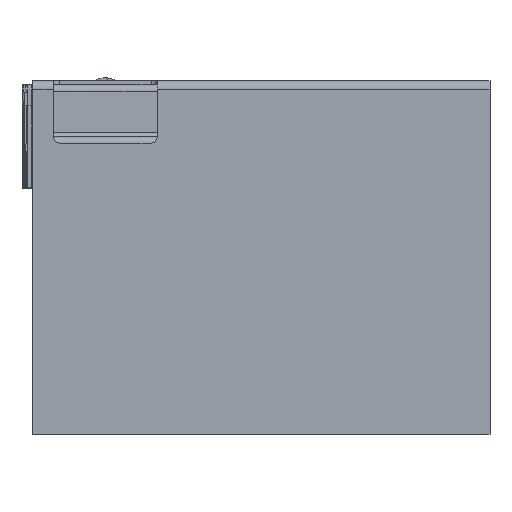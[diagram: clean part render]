
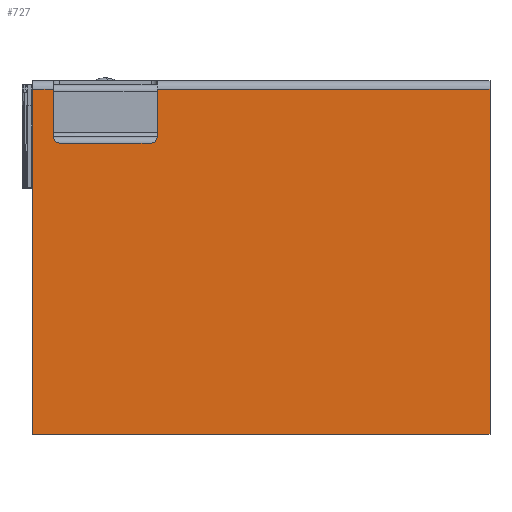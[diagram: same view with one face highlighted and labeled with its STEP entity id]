
A CAD part, left-side view. The second image highlights one B-rep face of the part: STEP entity #727.
In plain terms, the highlighted planar face has unit normal (-1, 0, 0).
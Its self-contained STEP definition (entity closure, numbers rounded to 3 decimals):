
#666=AXIS2_PLACEMENT_3D('Plane Axis2P3D',#663,#664,#665) ;
#684=AXIS2_PLACEMENT_3D('Circle Axis2P3D',#682,#683,$) ;
#698=AXIS2_PLACEMENT_3D('Circle Axis2P3D',#696,#697,$) ;
#210=CARTESIAN_POINT('Vertex',(-49.5,0.,-168.)) ;
#213=CARTESIAN_POINT('Line Origine',(-49.5,0.,-85.)) ;
#217=CARTESIAN_POINT('Vertex',(-49.5,0.,-2.)) ;
#414=CARTESIAN_POINT('Vertex',(-49.5,-220.,-2.)) ;
#417=CARTESIAN_POINT('Line Origine',(-49.5,-220.,-85.)) ;
#421=CARTESIAN_POINT('Vertex',(-49.5,-220.,-168.)) ;
#641=CARTESIAN_POINT('Line Origine',(-49.5,-110.,-168.)) ;
#663=CARTESIAN_POINT('Axis2P3D Location',(-49.5,0.,-208.)) ;
#668=CARTESIAN_POINT('Line Origine',(-49.5,-140.,-2.)) ;
#672=CARTESIAN_POINT('Vertex',(-49.5,-60.,-2.)) ;
#675=CARTESIAN_POINT('Line Origine',(-49.5,-60.,-13.5)) ;
#679=CARTESIAN_POINT('Vertex',(-49.5,-60.,-25.)) ;
#682=CARTESIAN_POINT('Axis2P3D Location',(-49.5,-57.,-25.)) ;
#686=CARTESIAN_POINT('Vertex',(-49.5,-57.,-28.)) ;
#689=CARTESIAN_POINT('Line Origine',(-49.5,-35.,-28.)) ;
#693=CARTESIAN_POINT('Vertex',(-49.5,-13.,-28.)) ;
#696=CARTESIAN_POINT('Axis2P3D Location',(-49.5,-13.,-25.)) ;
#700=CARTESIAN_POINT('Vertex',(-49.5,-10.,-25.)) ;
#703=CARTESIAN_POINT('Line Origine',(-49.5,-10.,-13.5)) ;
#707=CARTESIAN_POINT('Vertex',(-49.5,-10.,-2.)) ;
#710=CARTESIAN_POINT('Line Origine',(-49.5,-5.,-2.)) ;
#214=DIRECTION('Vector Direction',(0.,0.,-1.)) ;
#418=DIRECTION('Vector Direction',(0.,0.,-1.)) ;
#642=DIRECTION('Vector Direction',(0.,1.,0.)) ;
#664=DIRECTION('Axis2P3D Direction',(1.,0.,0.)) ;
#665=DIRECTION('Axis2P3D XDirection',(0.,1.,0.)) ;
#669=DIRECTION('Vector Direction',(0.,-1.,0.)) ;
#676=DIRECTION('Vector Direction',(0.,0.,1.)) ;
#683=DIRECTION('Axis2P3D Direction',(1.,0.,0.)) ;
#690=DIRECTION('Vector Direction',(0.,1.,0.)) ;
#697=DIRECTION('Axis2P3D Direction',(1.,0.,0.)) ;
#704=DIRECTION('Vector Direction',(0.,0.,1.)) ;
#711=DIRECTION('Vector Direction',(0.,-1.,0.)) ;
#215=VECTOR('Line Direction',#214,1.) ;
#419=VECTOR('Line Direction',#418,1.) ;
#643=VECTOR('Line Direction',#642,1.) ;
#670=VECTOR('Line Direction',#669,1.) ;
#677=VECTOR('Line Direction',#676,1.) ;
#691=VECTOR('Line Direction',#690,1.) ;
#705=VECTOR('Line Direction',#704,1.) ;
#712=VECTOR('Line Direction',#711,1.) ;
#716=ORIENTED_EDGE('',*,*,#219,.T.) ;
#717=ORIENTED_EDGE('',*,*,#645,.F.) ;
#718=ORIENTED_EDGE('',*,*,#423,.F.) ;
#719=ORIENTED_EDGE('',*,*,#674,.F.) ;
#720=ORIENTED_EDGE('',*,*,#681,.F.) ;
#721=ORIENTED_EDGE('',*,*,#688,.T.) ;
#722=ORIENTED_EDGE('',*,*,#695,.T.) ;
#723=ORIENTED_EDGE('',*,*,#702,.T.) ;
#724=ORIENTED_EDGE('',*,*,#709,.T.) ;
#725=ORIENTED_EDGE('',*,*,#714,.F.) ;
#727=ADVANCED_FACE('Hauptkoerper nicht benutzen',(#726),#667,.F.) ;
#685=CIRCLE('generated circle',#684,3.) ;
#699=CIRCLE('generated circle',#698,3.) ;
#219=EDGE_CURVE('',#218,#211,#216,.T.) ;
#423=EDGE_CURVE('',#415,#422,#420,.T.) ;
#645=EDGE_CURVE('',#422,#211,#644,.T.) ;
#674=EDGE_CURVE('',#673,#415,#671,.T.) ;
#681=EDGE_CURVE('',#680,#673,#678,.T.) ;
#688=EDGE_CURVE('',#680,#687,#685,.T.) ;
#695=EDGE_CURVE('',#687,#694,#692,.T.) ;
#702=EDGE_CURVE('',#694,#701,#699,.T.) ;
#709=EDGE_CURVE('',#701,#708,#706,.T.) ;
#714=EDGE_CURVE('',#218,#708,#713,.T.) ;
#715=EDGE_LOOP('',(#716,#717,#718,#719,#720,#721,#722,#723,#724,#725)) ;
#726=FACE_OUTER_BOUND('',#715,.T.) ;
#216=LINE('Line',#213,#215) ;
#420=LINE('Line',#417,#419) ;
#644=LINE('Line',#641,#643) ;
#671=LINE('Line',#668,#670) ;
#678=LINE('Line',#675,#677) ;
#692=LINE('Line',#689,#691) ;
#706=LINE('Line',#703,#705) ;
#713=LINE('Line',#710,#712) ;
#667=PLANE('Plane',#666) ;
#211=VERTEX_POINT('',#210) ;
#218=VERTEX_POINT('',#217) ;
#415=VERTEX_POINT('',#414) ;
#422=VERTEX_POINT('',#421) ;
#673=VERTEX_POINT('',#672) ;
#680=VERTEX_POINT('',#679) ;
#687=VERTEX_POINT('',#686) ;
#694=VERTEX_POINT('',#693) ;
#701=VERTEX_POINT('',#700) ;
#708=VERTEX_POINT('',#707) ;
